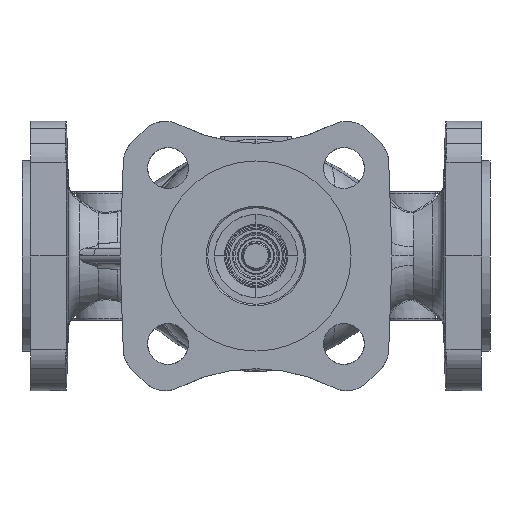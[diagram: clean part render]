
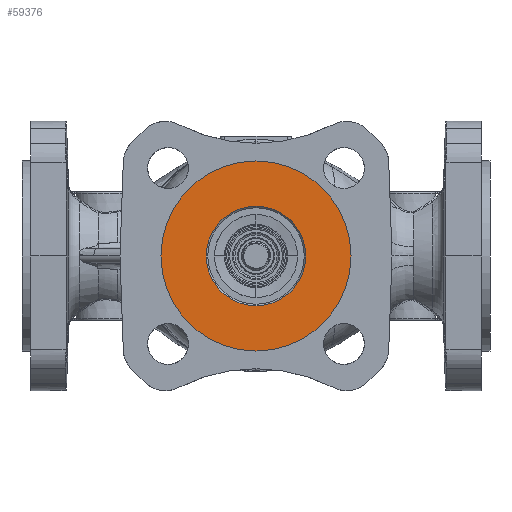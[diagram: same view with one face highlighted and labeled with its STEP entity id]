
A CAD part, front view. The second image highlights one B-rep face of the part: STEP entity #59376.
In plain terms, the highlighted planar face has unit normal (0, -1, 0).
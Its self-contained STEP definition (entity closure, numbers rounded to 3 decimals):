
#16973=CARTESIAN_POINT('',(-3.776,-79.337,164.5));
#16974=DIRECTION('',(0.,-1.,0.));
#16975=DIRECTION('',(0.,0.,-1.));
#16976=AXIS2_PLACEMENT_3D('',#16973,#16974,#16975);
#16978=CARTESIAN_POINT('',(-3.776,-79.337,164.5));
#16979=DIRECTION('',(0.,-1.,0.));
#16980=DIRECTION('',(0.,0.,1.));
#16981=AXIS2_PLACEMENT_3D('',#16978,#16979,#16980);
#16983=CARTESIAN_POINT('',(-3.776,-79.337,164.5));
#16984=DIRECTION('',(0.,1.,0.));
#16985=DIRECTION('',(0.,0.,-1.));
#16986=AXIS2_PLACEMENT_3D('',#16983,#16984,#16985);
#16988=CARTESIAN_POINT('',(-3.776,-79.337,164.5));
#16989=DIRECTION('',(0.,1.,0.));
#16990=DIRECTION('',(0.,0.,1.));
#16991=AXIS2_PLACEMENT_3D('',#16988,#16989,#16990);
#23120=CARTESIAN_POINT('',(-3.776,-79.337,147.5));
#23122=VERTEX_POINT('',#23120);
#23427=CARTESIAN_POINT('',(-3.776,-79.337,197.));
#23428=CARTESIAN_POINT('',(-3.776,-79.337,132.));
#23429=VERTEX_POINT('',#23427);
#23430=VERTEX_POINT('',#23428);
#24218=CARTESIAN_POINT('',(-3.776,-79.337,181.5));
#24219=VERTEX_POINT('',#24218);
#59362=CARTESIAN_POINT('',(-3.776,-79.337,132.));
#59363=DIRECTION('',(0.,-1.,0.));
#59364=DIRECTION('',(0.,0.,-1.));
#59365=AXIS2_PLACEMENT_3D('',#59362,#59363,#59364);
#59366=PLANE('',#59365);
#59367=ORIENTED_EDGE('',*,*,#24950,.F.);
#59368=ORIENTED_EDGE('',*,*,#41747,.F.);
#59369=EDGE_LOOP('',(#59367,#59368));
#59370=FACE_OUTER_BOUND('',#59369,.F.);
#59371=ORIENTED_EDGE('',*,*,#28930,.F.);
#59373=ORIENTED_EDGE('',*,*,#59372,.F.);
#59374=EDGE_LOOP('',(#59371,#59373));
#59375=FACE_BOUND('',#59374,.F.);
#59376=ADVANCED_FACE('',(#59370,#59375),#59366,.T.);
#16977=CIRCLE('',#16976,32.5);
#16982=CIRCLE('',#16981,32.5);
#16987=CIRCLE('',#16986,17.);
#16992=CIRCLE('',#16991,17.);
#24950=EDGE_CURVE('',#23430,#23429,#16977,.T.);
#28930=EDGE_CURVE('',#23122,#24219,#16987,.T.);
#41747=EDGE_CURVE('',#23429,#23430,#16982,.T.);
#59372=EDGE_CURVE('',#24219,#23122,#16992,.T.);
